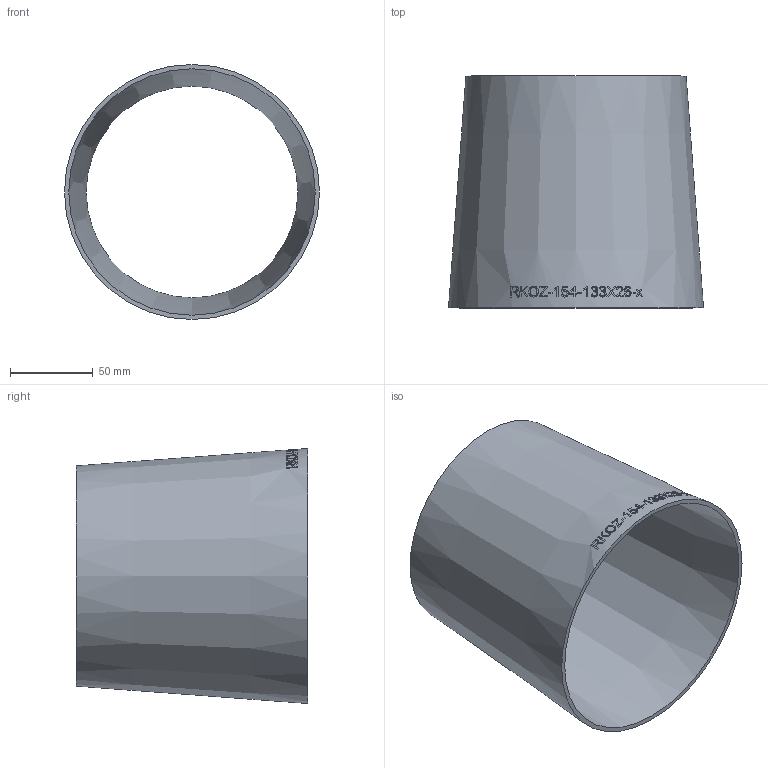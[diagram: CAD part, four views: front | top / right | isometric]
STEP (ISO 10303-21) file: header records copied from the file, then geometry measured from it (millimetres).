
FILE_DESCRIPTION (( 'STEP AP214' ), '1' );
FILE_NAME ('RKOZ-154-133X26-x Reduzierung aus Rohr 2006.STEP', '2020-06-23T09:05:53', ( '' ), ( '' ), 'SwSTEP 2.0', 'SolidWorks 2019', '' );
FILE_SCHEMA (( 'AUTOMOTIVE_DESIGN' ));
Length unit declared in the file: millimetre
Products named in the file (1): RKOZ-154-133X26-x Reduzierung aus Rohr 2006
Bounding box: 154 x 140 x 154 mm (x, y, z)
Volume: 161537.6 mm3; surface area: 126607 mm2
Topology: 1 solids, 1 shells, 226 faces, 609 edges, 406 vertices
Faces by surface type: bspline 201, cone 23, plane 2
Entity records: 27988 total; most frequent: CARTESIAN_POINT 21674, ORIENTED_EDGE 1214, EDGE_CURVE 607, B_SPLINE_CURVE_WITH_KNOTS 603, VERTEX_POINT 406, EDGE_LOOP 251, ADVANCED_FACE 226, FACE_OUTER_BOUND 226
